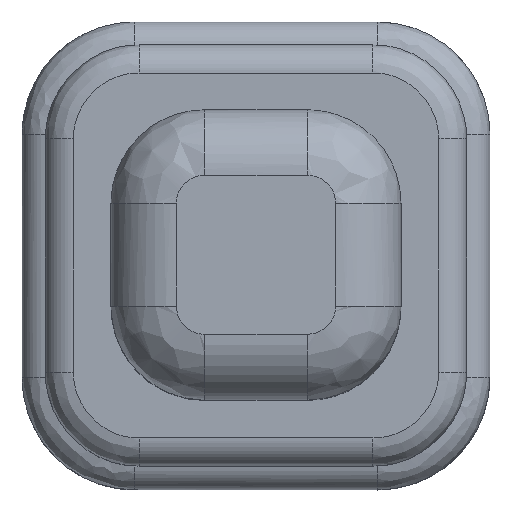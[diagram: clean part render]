
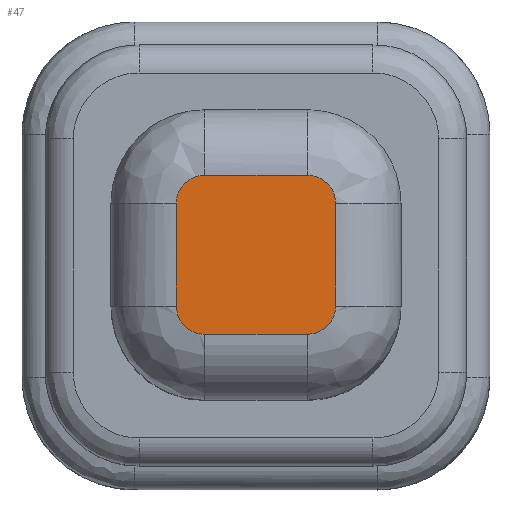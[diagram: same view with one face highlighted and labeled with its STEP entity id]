
A CAD part, top view. The second image highlights one B-rep face of the part: STEP entity #47.
In plain terms, the highlighted planar face has unit normal (0, 0, 1).
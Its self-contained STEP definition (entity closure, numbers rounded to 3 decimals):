
#47=ADVANCED_FACE('',(#137),#1228,.T.);
#137=FACE_OUTER_BOUND('',#227,.T.);
#227=EDGE_LOOP('',(#414,#415,#416,#417,#418,#419,#420,#421));
#414=ORIENTED_EDGE('',*,*,#791,.T.);
#415=ORIENTED_EDGE('',*,*,#770,.T.);
#416=ORIENTED_EDGE('',*,*,#792,.T.);
#417=ORIENTED_EDGE('',*,*,#750,.T.);
#418=ORIENTED_EDGE('',*,*,#789,.F.);
#419=ORIENTED_EDGE('',*,*,#760,.T.);
#420=ORIENTED_EDGE('',*,*,#790,.T.);
#421=ORIENTED_EDGE('',*,*,#780,.T.);
#750=EDGE_CURVE('',#1140,#1141,#991,.T.);
#760=EDGE_CURVE('',#1151,#1150,#997,.T.);
#770=EDGE_CURVE('',#1161,#1160,#1002,.T.);
#780=EDGE_CURVE('',#1170,#1171,#1008,.T.);
#789=EDGE_CURVE('',#1151,#1141,#1012,.T.);
#790=EDGE_CURVE('',#1150,#1170,#1013,.T.);
#791=EDGE_CURVE('',#1171,#1161,#1014,.T.);
#792=EDGE_CURVE('',#1160,#1140,#1015,.T.);
#991=(
BOUNDED_CURVE()
B_SPLINE_CURVE(2,(#2205,#2206,#2207),.UNSPECIFIED.,.F.,.F.)
B_SPLINE_CURVE_WITH_KNOTS((3,3),(0.,0.471),.UNSPECIFIED.)
CURVE()
GEOMETRIC_REPRESENTATION_ITEM()
RATIONAL_B_SPLINE_CURVE((1.,0.707,1.))
REPRESENTATION_ITEM('')
);
#997=(
BOUNDED_CURVE()
B_SPLINE_CURVE(2,(#2234,#2235,#2236),.UNSPECIFIED.,.F.,.F.)
B_SPLINE_CURVE_WITH_KNOTS((3,3),(0.,0.471),.UNSPECIFIED.)
CURVE()
GEOMETRIC_REPRESENTATION_ITEM()
RATIONAL_B_SPLINE_CURVE((1.,0.707,1.))
REPRESENTATION_ITEM('')
);
#1002=(
BOUNDED_CURVE()
B_SPLINE_CURVE(2,(#2263,#2264,#2265),.UNSPECIFIED.,.F.,.F.)
B_SPLINE_CURVE_WITH_KNOTS((3,3),(0.,0.471),
 .UNSPECIFIED.)
CURVE()
GEOMETRIC_REPRESENTATION_ITEM()
RATIONAL_B_SPLINE_CURVE((1.,0.707,1.))
REPRESENTATION_ITEM('')
);
#1008=(
BOUNDED_CURVE()
B_SPLINE_CURVE(2,(#2292,#2293,#2294),.UNSPECIFIED.,.F.,.F.)
B_SPLINE_CURVE_WITH_KNOTS((3,3),(0.,0.471),
 .UNSPECIFIED.)
CURVE()
GEOMETRIC_REPRESENTATION_ITEM()
RATIONAL_B_SPLINE_CURVE((1.,0.707,1.))
REPRESENTATION_ITEM('')
);
#1012=(
BOUNDED_CURVE()
B_SPLINE_CURVE(1,(#2318,#2319),.UNSPECIFIED.,.F.,.F.)
B_SPLINE_CURVE_WITH_KNOTS((2,2),(0.,1.1),.UNSPECIFIED.)
CURVE()
GEOMETRIC_REPRESENTATION_ITEM()
RATIONAL_B_SPLINE_CURVE((1.,1.))
REPRESENTATION_ITEM('')
);
#1013=(
BOUNDED_CURVE()
B_SPLINE_CURVE(1,(#2320,#2321),.UNSPECIFIED.,.F.,.F.)
B_SPLINE_CURVE_WITH_KNOTS((2,2),(0.,1.1),.UNSPECIFIED.)
CURVE()
GEOMETRIC_REPRESENTATION_ITEM()
RATIONAL_B_SPLINE_CURVE((1.,1.))
REPRESENTATION_ITEM('')
);
#1014=(
BOUNDED_CURVE()
B_SPLINE_CURVE(1,(#2322,#2323),.UNSPECIFIED.,.F.,.F.)
B_SPLINE_CURVE_WITH_KNOTS((2,2),(0.,1.1),.UNSPECIFIED.)
CURVE()
GEOMETRIC_REPRESENTATION_ITEM()
RATIONAL_B_SPLINE_CURVE((1.,1.))
REPRESENTATION_ITEM('')
);
#1015=(
BOUNDED_CURVE()
B_SPLINE_CURVE(1,(#2324,#2325),.UNSPECIFIED.,.F.,.F.)
B_SPLINE_CURVE_WITH_KNOTS((2,2),(0.,1.1),.UNSPECIFIED.)
CURVE()
GEOMETRIC_REPRESENTATION_ITEM()
RATIONAL_B_SPLINE_CURVE((1.,1.))
REPRESENTATION_ITEM('')
);
#1140=VERTEX_POINT('',#1936);
#1141=VERTEX_POINT('',#1937);
#1150=VERTEX_POINT('',#1946);
#1151=VERTEX_POINT('',#1947);
#1160=VERTEX_POINT('',#1956);
#1161=VERTEX_POINT('',#1957);
#1170=VERTEX_POINT('',#1966);
#1171=VERTEX_POINT('',#1967);
#1228=PLANE('',#1422);
#1422=AXIS2_PLACEMENT_3D('',#1706,#1489,$);
#1489=DIRECTION('',(0.,0.,1.));
#1706=CARTESIAN_POINT('',(900.925,-2758.073,-38.268));
#1936=CARTESIAN_POINT('',(902.342,-2758.056,-38.268));
#1937=CARTESIAN_POINT('',(902.642,-2757.756,-38.268));
#1946=CARTESIAN_POINT('',(902.342,-2756.356,-38.268));
#1947=CARTESIAN_POINT('',(902.642,-2756.656,-38.268));
#1956=CARTESIAN_POINT('',(901.242,-2758.056,-38.268));
#1957=CARTESIAN_POINT('',(900.942,-2757.756,-38.268));
#1966=CARTESIAN_POINT('',(901.242,-2756.356,-38.268));
#1967=CARTESIAN_POINT('',(900.942,-2756.656,-38.268));
#2205=CARTESIAN_POINT('',(902.342,-2758.056,-38.268));
#2206=CARTESIAN_POINT('',(902.642,-2758.056,-38.268));
#2207=CARTESIAN_POINT('',(902.642,-2757.756,-38.268));
#2234=CARTESIAN_POINT('',(902.642,-2756.656,-38.268));
#2235=CARTESIAN_POINT('',(902.642,-2756.356,-38.268));
#2236=CARTESIAN_POINT('',(902.342,-2756.356,-38.268));
#2263=CARTESIAN_POINT('',(900.942,-2757.756,-38.268));
#2264=CARTESIAN_POINT('',(900.942,-2758.056,-38.268));
#2265=CARTESIAN_POINT('',(901.242,-2758.056,-38.268));
#2292=CARTESIAN_POINT('',(901.242,-2756.356,-38.268));
#2293=CARTESIAN_POINT('',(900.942,-2756.356,-38.268));
#2294=CARTESIAN_POINT('',(900.942,-2756.656,-38.268));
#2318=CARTESIAN_POINT('',(902.642,-2756.656,-38.268));
#2319=CARTESIAN_POINT('',(902.642,-2757.756,-38.268));
#2320=CARTESIAN_POINT('',(902.342,-2756.356,-38.268));
#2321=CARTESIAN_POINT('',(901.242,-2756.356,-38.268));
#2322=CARTESIAN_POINT('',(900.942,-2756.656,-38.268));
#2323=CARTESIAN_POINT('',(900.942,-2757.756,-38.268));
#2324=CARTESIAN_POINT('',(901.242,-2758.056,-38.268));
#2325=CARTESIAN_POINT('',(902.342,-2758.056,-38.268));
